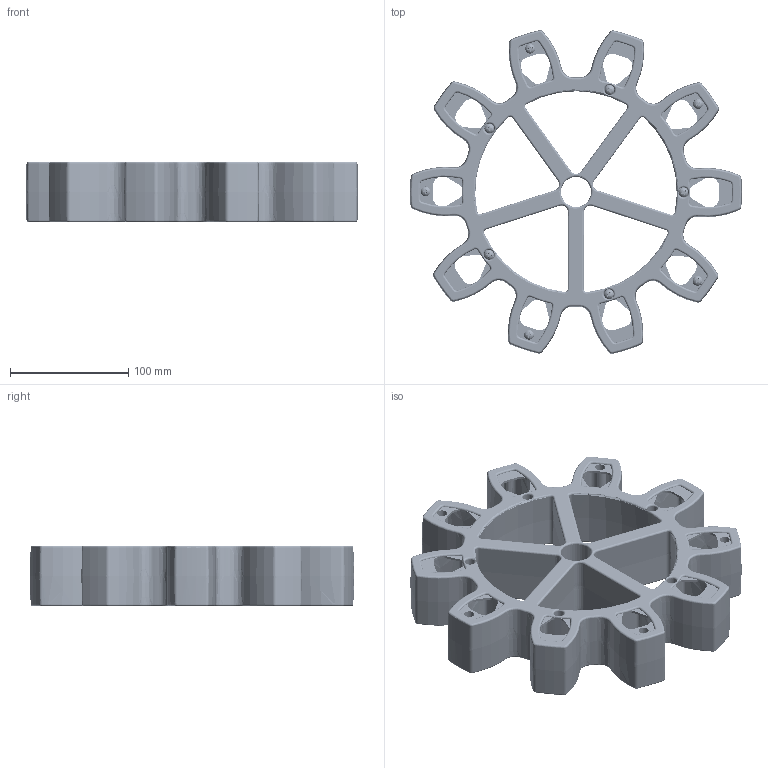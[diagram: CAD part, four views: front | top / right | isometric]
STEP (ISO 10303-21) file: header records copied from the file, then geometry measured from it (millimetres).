
FILE_DESCRIPTION (( 'STEP AP214' ), '1' );
FILE_NAME ('am-3302 10T gear v1.STEP', '2017-01-06T14:12:00', ( '' ), ( '' ), 'SwSTEP 2.0', 'SolidWorks 2014', '' );
FILE_SCHEMA (( 'AUTOMOTIVE_DESIGN' ));
Length unit declared in the file: inch
Products named in the file (3): am-1291 screw_90190A196; ip-3302 10T gear; am-3302 10T gear v1
Assembly tree (22 placements, depth 2):
  am-3302 10T gear v1
    ip-3302 10T gear  x2
    am-1291 screw_90190A196  x20
Bounding box: 280.28 x 273.39 x 50.8 mm (x, y, z)
Volume: 519123.6 mm3; surface area: 487045.3 mm2
Topology: 22 solids, 22 shells, 5044 faces, 13956 edges, 9116 vertices
Faces by surface type: cone 1624, plane 1036, cylinder 1026, torus 686, bspline 632, sphere 40
Entity records: 61461 total; most frequent: CARTESIAN_POINT 17338, DIRECTION 9821, ORIENTED_EDGE 9330, EDGE_CURVE 4665, AXIS2_PLACEMENT_3D 4250, VERTEX_POINT 3019, CIRCLE 2658, EDGE_LOOP 1826
